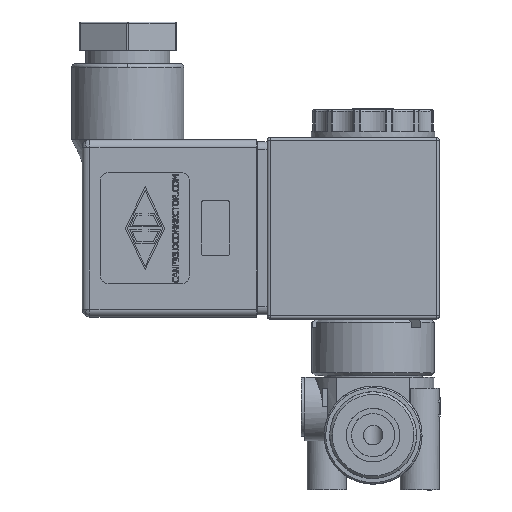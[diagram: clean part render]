
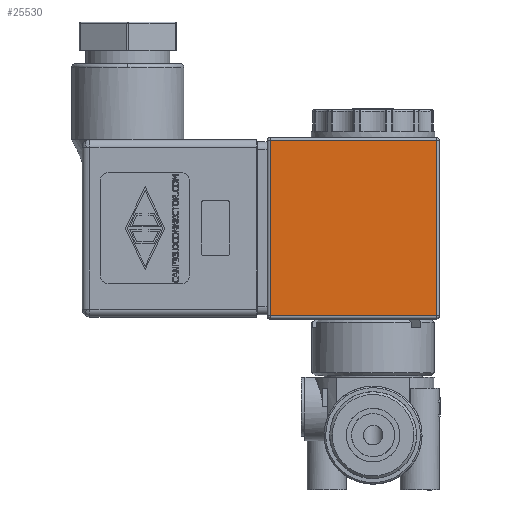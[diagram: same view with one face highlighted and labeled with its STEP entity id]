
A CAD part, front view. The second image highlights one B-rep face of the part: STEP entity #25530.
In plain terms, the highlighted planar face has unit normal (0, -1, 0).
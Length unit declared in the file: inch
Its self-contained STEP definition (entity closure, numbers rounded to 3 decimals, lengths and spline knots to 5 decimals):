
#2063 = CARTESIAN_POINT ( 'NONE',  ( 0.423, -0.433, 1.901 ) ) ;
#2379 = CARTESIAN_POINT ( 'NONE',  ( 0.423, -0.433, 0.761 ) ) ;
#5295 = CARTESIAN_POINT ( 'NONE',  ( -0.657, -0.433, 1.881 ) ) ;
#6625 = ORIENTED_EDGE ( 'NONE', *, *, #65344, .F. ) ;
#7802 = DIRECTION ( 'NONE',  ( 0., 0., -1. ) ) ;
#7979 = DIRECTION ( 'NONE',  ( 0., 0., -1. ) ) ;
#8051 = EDGE_CURVE ( 'NONE', #40821, #53824, #45404, .T. ) ;
#10125 = CARTESIAN_POINT ( 'NONE',  ( -0.657, -0.433, 1.611 ) ) ;
#15488 = VECTOR ( 'NONE', #30988, 39.37008 ) ;
#18658 = ORIENTED_EDGE ( 'NONE', *, *, #54797, .F. ) ;
#23146 = FACE_OUTER_BOUND ( 'NONE', #68403, .T. ) ;
#24268 = CARTESIAN_POINT ( 'NONE',  ( 0.403, -0.433, 0.761 ) ) ;
#25530 = ADVANCED_FACE ( 'NONE', ( #23146 ), #69852, .T. ) ;
#27092 = CARTESIAN_POINT ( 'NONE',  ( 0.423, -0.433, 1.881 ) ) ;
#27274 = DIRECTION ( 'NONE',  ( 0., 0., 1. ) ) ;
#29110 = VERTEX_POINT ( 'NONE', #65653 ) ;
#30315 = VECTOR ( 'NONE', #27274, 39.37008 ) ;
#30602 = CARTESIAN_POINT ( 'NONE',  ( 0.403, -0.433, 1.611 ) ) ;
#30635 = LINE ( 'NONE', #2379, #15488 ) ;
#30988 = DIRECTION ( 'NONE',  ( -1., 0., 0. ) ) ;
#37873 = VECTOR ( 'NONE', #61044, 39.37008 ) ;
#40821 = VERTEX_POINT ( 'NONE', #54160 ) ;
#41889 = DIRECTION ( 'NONE',  ( 0., -1., 0. ) ) ;
#45047 = EDGE_CURVE ( 'NONE', #53824, #29110, #68026, .T. ) ;
#45390 = ORIENTED_EDGE ( 'NONE', *, *, #8051, .F. ) ;
#45404 = LINE ( 'NONE', #10125, #30315 ) ;
#47595 = ORIENTED_EDGE ( 'NONE', *, *, #45047, .F. ) ;
#52014 = VERTEX_POINT ( 'NONE', #24268 ) ;
#53824 = VERTEX_POINT ( 'NONE', #5295 ) ;
#54160 = CARTESIAN_POINT ( 'NONE',  ( -0.657, -0.433, 0.761 ) ) ;
#54797 = EDGE_CURVE ( 'NONE', #52014, #40821, #30635, .T. ) ;
#56433 = VECTOR ( 'NONE', #7979, 39.37008 ) ;
#58204 = LINE ( 'NONE', #30602, #56433 ) ;
#61044 = DIRECTION ( 'NONE',  ( 1., 0., 0. ) ) ;
#61104 = AXIS2_PLACEMENT_3D ( 'NONE', #2063, #41889, #7802 ) ;
#65344 = EDGE_CURVE ( 'NONE', #29110, #52014, #58204, .T. ) ;
#65653 = CARTESIAN_POINT ( 'NONE',  ( 0.403, -0.433, 1.881 ) ) ;
#68026 = LINE ( 'NONE', #27092, #37873 ) ;
#68403 = EDGE_LOOP ( 'NONE', ( #47595, #45390, #18658, #6625 ) ) ;
#69852 = PLANE ( 'NONE',  #61104 ) ;
